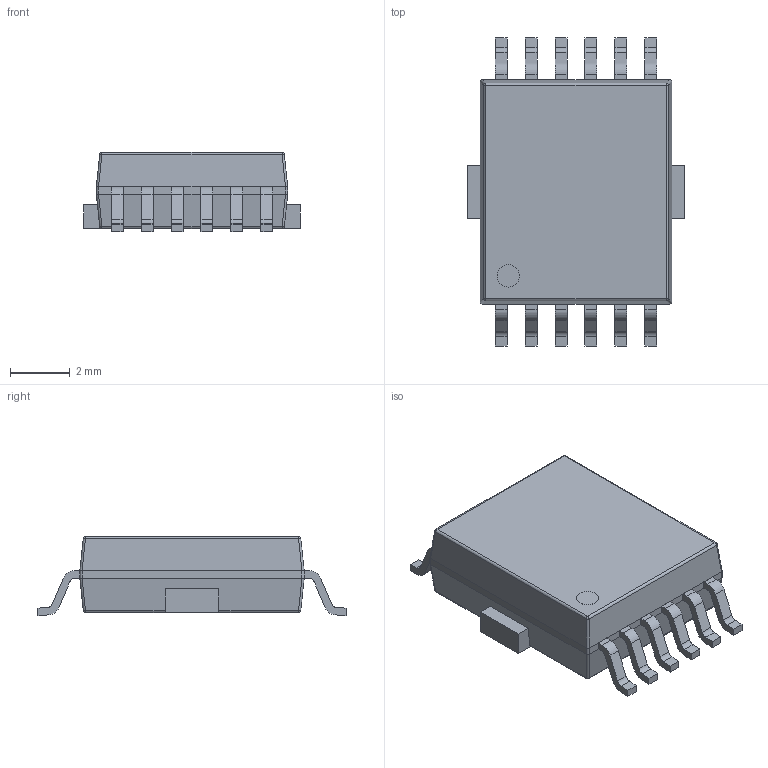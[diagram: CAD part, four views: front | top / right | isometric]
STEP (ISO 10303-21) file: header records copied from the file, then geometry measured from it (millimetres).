
FILE_DESCRIPTION (( 'STEP AP214' ), '1' );
FILE_NAME ('TLE9201SG.STEP', '2023-03-21T04:47:15', ( '' ), ( '' ), 'SwSTEP 2.0', 'SolidWorks 2022', '' );
FILE_SCHEMA (( 'AUTOMOTIVE_DESIGN' ));
Length unit declared in the file: millimetre
Products named in the file (1): TLE9201SG
Bounding box: 7.25 x 10.3 x 2.65 mm (x, y, z)
Volume: 122.5 mm3; surface area: 277.3 mm2
Topology: 15 solids, 15 shells, 245 faces, 618 edges, 404 vertices
Faces by surface type: plane 163, cylinder 74, sphere 8
Entity records: 9454 total; most frequent: CARTESIAN_POINT 1340, ORIENTED_EDGE 1236, DIRECTION 1218, EDGE_CURVE 618, VECTOR 462, LINE 462, VERTEX_POINT 404, AXIS2_PLACEMENT_3D 378
